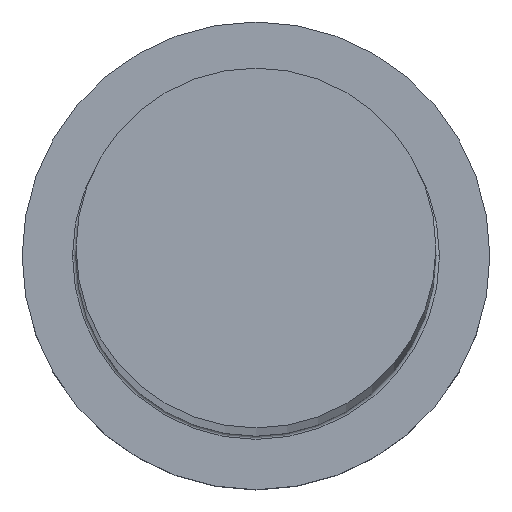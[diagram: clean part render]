
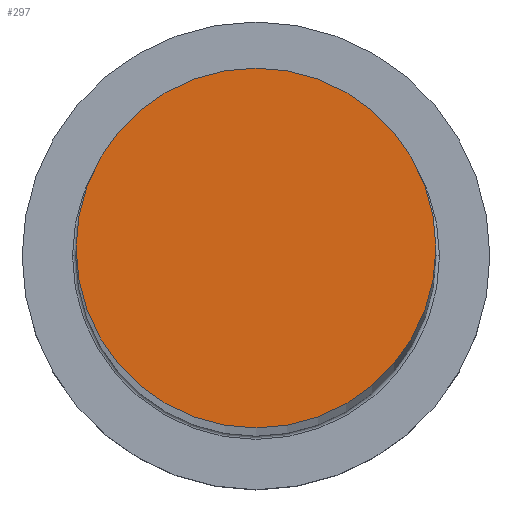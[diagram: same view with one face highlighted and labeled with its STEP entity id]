
A CAD part, top view. The second image highlights one B-rep face of the part: STEP entity #297.
In plain terms, the highlighted planar face has unit normal (0, 0, 1).
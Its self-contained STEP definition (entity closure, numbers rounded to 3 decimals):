
#13 = EDGE_CURVE ( 'NONE', #183, #65, #265, .T. ) ;
#22 = DIRECTION ( 'NONE',  ( 1., 0., 0. ) ) ;
#25 = PLANE ( 'NONE',  #283 ) ;
#28 = CARTESIAN_POINT ( 'NONE',  ( 10., 0., 258. ) ) ;
#34 = ORIENTED_EDGE ( 'NONE', *, *, #166, .T. ) ;
#44 = DIRECTION ( 'NONE',  ( 0., 0., 1. ) ) ;
#65 = VERTEX_POINT ( 'NONE', #211 ) ;
#99 = FACE_OUTER_BOUND ( 'NONE', #295, .T. ) ;
#107 = DIRECTION ( 'NONE',  ( 0., 0., 1. ) ) ;
#119 = CARTESIAN_POINT ( 'NONE',  ( 0., 0., 258. ) ) ;
#120 = DIRECTION ( 'NONE',  ( 0., 0., 1. ) ) ;
#134 = DIRECTION ( 'NONE',  ( 1., 0., 0. ) ) ;
#142 = DIRECTION ( 'NONE',  ( 1., 0., 0. ) ) ;
#166 = EDGE_CURVE ( 'NONE', #65, #183, #229, .T. ) ;
#183 = VERTEX_POINT ( 'NONE', #28 ) ;
#203 = ORIENTED_EDGE ( 'NONE', *, *, #13, .T. ) ;
#209 = AXIS2_PLACEMENT_3D ( 'NONE', #268, #107, #134 ) ;
#211 = CARTESIAN_POINT ( 'NONE',  ( -10., 0., 258. ) ) ;
#219 = AXIS2_PLACEMENT_3D ( 'NONE', #255, #44, #142 ) ;
#229 = CIRCLE ( 'NONE', #219, 10. ) ;
#255 = CARTESIAN_POINT ( 'NONE',  ( 0., 0., 258. ) ) ;
#265 = CIRCLE ( 'NONE', #209, 10. ) ;
#268 = CARTESIAN_POINT ( 'NONE',  ( 0., 0., 258. ) ) ;
#283 = AXIS2_PLACEMENT_3D ( 'NONE', #119, #120, #22 ) ;
#295 = EDGE_LOOP ( 'NONE', ( #34, #203 ) ) ;
#297 = ADVANCED_FACE ( 'NONE', ( #99 ), #25, .T. ) ;
